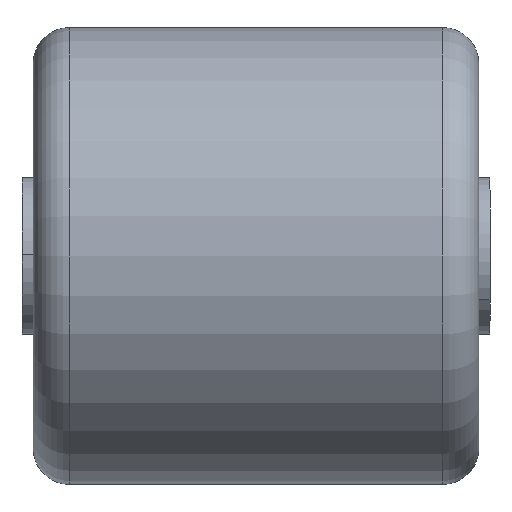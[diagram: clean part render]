
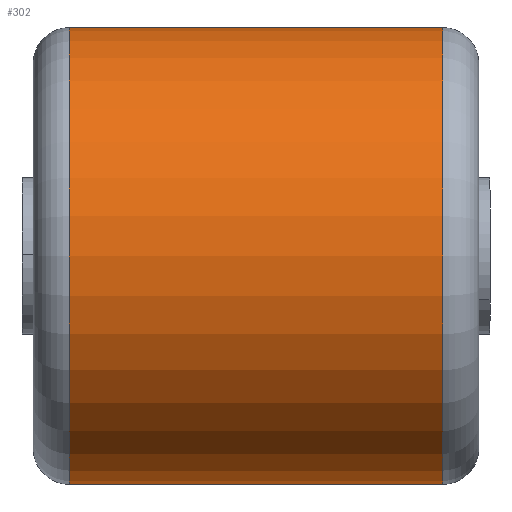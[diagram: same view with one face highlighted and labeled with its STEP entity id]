
A CAD part, front view. The second image highlights one B-rep face of the part: STEP entity #302.
In plain terms, the highlighted cylindrical face has radius 41 mm (diameter 82 mm), a partial arc.
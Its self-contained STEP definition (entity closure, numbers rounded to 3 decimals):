
#39 = AXIS2_PLACEMENT_3D ( 'NONE', #2499, #313, #4628 ) ;
#302 = ADVANCED_FACE ( 'NONE', ( #2102 ), #1960, .T. ) ;
#313 = DIRECTION ( 'NONE',  ( -1., 0., 0. ) ) ;
#476 = VECTOR ( 'NONE', #3407, 1000. ) ;
#500 = DIRECTION ( 'NONE',  ( 0., 0., 1. ) ) ;
#659 = EDGE_LOOP ( 'NONE', ( #4662, #909, #764, #5249 ) ) ;
#764 = ORIENTED_EDGE ( 'NONE', *, *, #2998, .T. ) ;
#899 = CARTESIAN_POINT ( 'NONE',  ( -33.5, 0., 332.987 ) ) ;
#909 = ORIENTED_EDGE ( 'NONE', *, *, #5166, .T. ) ;
#919 = LINE ( 'NONE', #1682, #476 ) ;
#1396 = DIRECTION ( 'NONE',  ( -1., 0., 0. ) ) ;
#1428 = LINE ( 'NONE', #5231, #5192 ) ;
#1516 = CARTESIAN_POINT ( 'NONE',  ( 33.5, 0., 332.987 ) ) ;
#1682 = CARTESIAN_POINT ( 'NONE',  ( -57.637, 0., 250.987 ) ) ;
#1683 = AXIS2_PLACEMENT_3D ( 'NONE', #5263, #3076, #500 ) ;
#1960 = CYLINDRICAL_SURFACE ( 'NONE', #1683, 41. ) ;
#2102 = FACE_OUTER_BOUND ( 'NONE', #659, .T. ) ;
#2287 = CARTESIAN_POINT ( 'NONE',  ( 33.5, 0., 250.987 ) ) ;
#2499 = CARTESIAN_POINT ( 'NONE',  ( 33.5, 0., 291.987 ) ) ;
#2665 = VERTEX_POINT ( 'NONE', #1516 ) ;
#2998 = EDGE_CURVE ( 'NONE', #2665, #4872, #1428, .T. ) ;
#3076 = DIRECTION ( 'NONE',  ( -1., 0., 0. ) ) ;
#3160 = CIRCLE ( 'NONE', #39, 41. ) ;
#3354 = CIRCLE ( 'NONE', #4341, 41. ) ;
#3407 = DIRECTION ( 'NONE',  ( -1., 0., 0. ) ) ;
#3853 = EDGE_CURVE ( 'NONE', #5017, #4788, #919, .T. ) ;
#4148 = CARTESIAN_POINT ( 'NONE',  ( -33.5, 0., 291.987 ) ) ;
#4341 = AXIS2_PLACEMENT_3D ( 'NONE', #4148, #4959, #5369 ) ;
#4628 = DIRECTION ( 'NONE',  ( 0., 0., 1. ) ) ;
#4662 = ORIENTED_EDGE ( 'NONE', *, *, #3853, .F. ) ;
#4672 = CARTESIAN_POINT ( 'NONE',  ( -33.5, 0., 250.987 ) ) ;
#4788 = VERTEX_POINT ( 'NONE', #4672 ) ;
#4872 = VERTEX_POINT ( 'NONE', #899 ) ;
#4959 = DIRECTION ( 'NONE',  ( 1., 0., 0. ) ) ;
#5017 = VERTEX_POINT ( 'NONE', #2287 ) ;
#5114 = EDGE_CURVE ( 'NONE', #4872, #4788, #3354, .T. ) ;
#5166 = EDGE_CURVE ( 'NONE', #5017, #2665, #3160, .T. ) ;
#5192 = VECTOR ( 'NONE', #1396, 1000. ) ;
#5231 = CARTESIAN_POINT ( 'NONE',  ( -57.637, 0., 332.987 ) ) ;
#5249 = ORIENTED_EDGE ( 'NONE', *, *, #5114, .T. ) ;
#5263 = CARTESIAN_POINT ( 'NONE',  ( -57.637, 0., 291.987 ) ) ;
#5369 = DIRECTION ( 'NONE',  ( 0., 0., -1. ) ) ;
